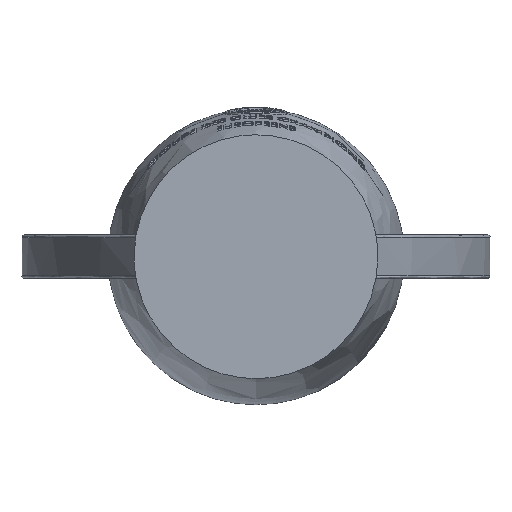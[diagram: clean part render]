
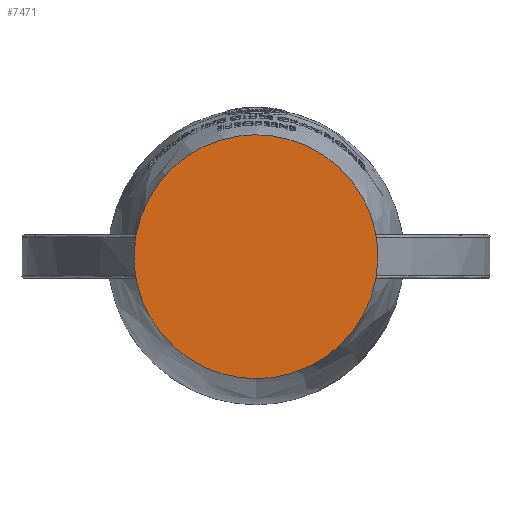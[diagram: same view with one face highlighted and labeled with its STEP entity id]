
A CAD part, front view. The second image highlights one B-rep face of the part: STEP entity #7471.
In plain terms, the highlighted free-form (B-spline) face has degree [1, 1] with [2, 2] control points.
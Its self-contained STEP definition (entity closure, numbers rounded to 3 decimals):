
#7401 = EDGE_CURVE('',#7402,#7404,#7406,.T.);
#7402 = VERTEX_POINT('',#7403);
#7403 = CARTESIAN_POINT('',(-155.534,0.,0.));
#7404 = VERTEX_POINT('',#7405);
#7405 = CARTESIAN_POINT('',(155.534,0.,
    0.));
#7406 = ( BOUNDED_CURVE() B_SPLINE_CURVE(2,(#7407,#7408,#7409,#7410,
#7411),.UNSPECIFIED.,.F.,.F.) B_SPLINE_CURVE_WITH_KNOTS((3,2,3),(0.,
1.571,3.142),.PIECEWISE_BEZIER_KNOTS.) CURVE() 
GEOMETRIC_REPRESENTATION_ITEM() RATIONAL_B_SPLINE_CURVE((1.,
0.707,1.,0.707,1.)) REPRESENTATION_ITEM('') );
#7407 = CARTESIAN_POINT('',(-155.534,0.,0.));
#7408 = CARTESIAN_POINT('',(-155.534,0.,
    155.534));
#7409 = CARTESIAN_POINT('',(0.,0.,
    155.534));
#7410 = CARTESIAN_POINT('',(155.534,0.,
    155.534));
#7411 = CARTESIAN_POINT('',(155.534,0.,
    0.));
#7446 = EDGE_CURVE('',#7404,#7402,#7447,.T.);
#7447 = ( BOUNDED_CURVE() B_SPLINE_CURVE(2,(#7448,#7449,#7450,#7451,
#7452),.UNSPECIFIED.,.F.,.F.) B_SPLINE_CURVE_WITH_KNOTS((3,2,3),(
    3.142,4.712,6.283),
.PIECEWISE_BEZIER_KNOTS.) CURVE() GEOMETRIC_REPRESENTATION_ITEM() 
RATIONAL_B_SPLINE_CURVE((1.,0.707,1.,0.707,1.)) 
REPRESENTATION_ITEM('') );
#7448 = CARTESIAN_POINT('',(155.534,0.,
    0.));
#7449 = CARTESIAN_POINT('',(155.534,0.,
    -155.534));
#7450 = CARTESIAN_POINT('',(0.,0.,
    -155.534));
#7451 = CARTESIAN_POINT('',(-155.534,0.,
    -155.534));
#7452 = CARTESIAN_POINT('',(-155.534,0.,
    0.));
#7471 = ADVANCED_FACE('',(#7472),#7476,.F.);
#7472 = FACE_BOUND('',#7473,.T.);
#7473 = EDGE_LOOP('',(#7474,#7475));
#7474 = ORIENTED_EDGE('',*,*,#7401,.F.);
#7475 = ORIENTED_EDGE('',*,*,#7446,.F.);
#7476 = B_SPLINE_SURFACE_WITH_KNOTS('',1,1,(
    (#7477,#7478)
    ,(#7479,#7480
    )),.UNSPECIFIED.,.F.,.F.,.F.,(2,2),(2,2),(-140.,140.),(-140.,140.),
  .PIECEWISE_BEZIER_KNOTS.);
#7477 = CARTESIAN_POINT('',(155.534,0.,
    -155.534));
#7478 = CARTESIAN_POINT('',(155.534,0.,
    155.534));
#7479 = CARTESIAN_POINT('',(-155.534,0.,
    -155.534));
#7480 = CARTESIAN_POINT('',(-155.534,0.,
    155.534));
